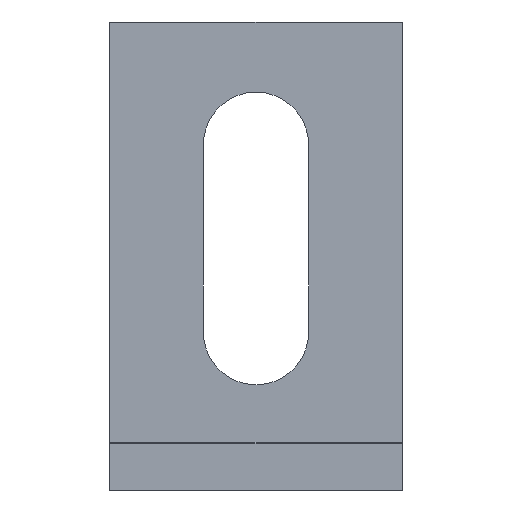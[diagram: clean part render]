
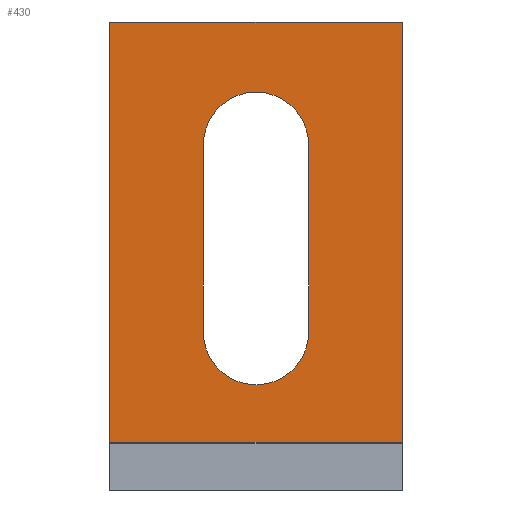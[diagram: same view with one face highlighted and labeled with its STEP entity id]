
A CAD part, left-side view. The second image highlights one B-rep face of the part: STEP entity #430.
In plain terms, the highlighted planar face has unit normal (-1, 0, 0).
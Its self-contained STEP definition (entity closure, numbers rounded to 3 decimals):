
#15 = CARTESIAN_POINT ( 'NONE',  ( 18., 0., 5. ) ) ;
#19 = CARTESIAN_POINT ( 'NONE',  ( 18., 12.5, 0.1 ) ) ;
#22 = CARTESIAN_POINT ( 'NONE',  ( 18., 12.5, 36. ) ) ;
#24 = CARTESIAN_POINT ( 'NONE',  ( 18., -12.5, 0.1 ) ) ;
#25 = CARTESIAN_POINT ( 'NONE',  ( 18., 4.5, 9.5 ) ) ;
#28 = CARTESIAN_POINT ( 'NONE',  ( 18., -12.5, 36. ) ) ;
#30 = CARTESIAN_POINT ( 'NONE',  ( 18., 4.5, 25.5 ) ) ;
#31 = CARTESIAN_POINT ( 'NONE',  ( 18., -4.5, 25.5 ) ) ;
#33 = CARTESIAN_POINT ( 'NONE',  ( 18., -4.5, 9.5 ) ) ;
#224 = DIRECTION ( 'NONE',  ( 0., -1., 0. ) ) ;
#225 = CARTESIAN_POINT ( 'NONE',  ( 18., -12.5, 36. ) ) ;
#226 = LINE ( 'NONE', #225, #684 ) ;
#227 = DIRECTION ( 'NONE',  ( 0., 0., -1. ) ) ;
#228 = DIRECTION ( 'NONE',  ( 0., 0., 1. ) ) ;
#229 = DIRECTION ( 'NONE',  ( -1., 0., 0. ) ) ;
#230 = CARTESIAN_POINT ( 'NONE',  ( 18., 0., 9.5 ) ) ;
#233 = LINE ( 'NONE', #280, #720 ) ;
#236 = DIRECTION ( 'NONE',  ( 0., 0., 1. ) ) ;
#237 = DIRECTION ( 'NONE',  ( 0., 0., 1. ) ) ;
#238 = DIRECTION ( 'NONE',  ( -1., 0., 0. ) ) ;
#239 = CARTESIAN_POINT ( 'NONE',  ( 18., 0., 25.5 ) ) ;
#240 = CARTESIAN_POINT ( 'NONE',  ( 18., 4.5, 36. ) ) ;
#241 = LINE ( 'NONE', #240, #687 ) ;
#243 = DIRECTION ( 'NONE',  ( 0., 0., 1. ) ) ;
#244 = DIRECTION ( 'NONE',  ( -1., 0., 0. ) ) ;
#245 = DIRECTION ( 'NONE',  ( 0., 0., -1. ) ) ;
#246 = CARTESIAN_POINT ( 'NONE',  ( 18., 0., 9.5 ) ) ;
#247 = CARTESIAN_POINT ( 'NONE',  ( 18., -4.5, 36. ) ) ;
#248 = LINE ( 'NONE', #247, #690 ) ;
#263 = CARTESIAN_POINT ( 'NONE',  ( 18., -12.5, 0. ) ) ;
#264 = LINE ( 'NONE', #263, #713 ) ;
#280 = CARTESIAN_POINT ( 'NONE',  ( 18., -12.5, 0.1 ) ) ;
#293 = DIRECTION ( 'NONE',  ( 0., 0., 1. ) ) ;
#294 = CARTESIAN_POINT ( 'NONE',  ( 18., 12.5, 36. ) ) ;
#295 = DIRECTION ( 'NONE',  ( 0., 1., 0. ) ) ;
#297 = LINE ( 'NONE', #294, #710 ) ;
#305 = ORIENTED_EDGE ( 'NONE', *, *, #487, .F. ) ;
#314 = ORIENTED_EDGE ( 'NONE', *, *, #486, .F. ) ;
#321 = ORIENTED_EDGE ( 'NONE', *, *, #485, .F. ) ;
#322 = ORIENTED_EDGE ( 'NONE', *, *, #484, .F. ) ;
#324 = ORIENTED_EDGE ( 'NONE', *, *, #488, .F. ) ;
#325 = ORIENTED_EDGE ( 'NONE', *, *, #474, .F. ) ;
#326 = ORIENTED_EDGE ( 'NONE', *, *, #468, .F. ) ;
#327 = ORIENTED_EDGE ( 'NONE', *, *, #472, .F. ) ;
#328 = ORIENTED_EDGE ( 'NONE', *, *, #489, .F. ) ;
#368 = EDGE_LOOP ( 'NONE', ( #325, #326, #327, #328 ) ) ;
#369 = EDGE_LOOP ( 'NONE', ( #321, #314, #305, #322, #324 ) ) ;
#430 = ADVANCED_FACE ( 'NONE', ( #516, #515 ), #514, .T. ) ;
#468 = EDGE_CURVE ( 'NONE', #599, #604, #233, .T. ) ;
#472 = EDGE_CURVE ( 'NONE', #596, #599, #264, .T. ) ;
#474 = EDGE_CURVE ( 'NONE', #604, #601, #297, .T. ) ;
#484 = EDGE_CURVE ( 'NONE', #598, #608, #693, .T. ) ;
#485 = EDGE_CURVE ( 'NONE', #591, #593, #692, .T. ) ;
#486 = EDGE_CURVE ( 'NONE', #592, #591, #248, .T. ) ;
#487 = EDGE_CURVE ( 'NONE', #608, #592, #688, .T. ) ;
#488 = EDGE_CURVE ( 'NONE', #593, #598, #241, .T. ) ;
#489 = EDGE_CURVE ( 'NONE', #601, #596, #226, .T. ) ;
#509 = DIRECTION ( 'NONE',  ( 0., 0., 1. ) ) ;
#510 = DIRECTION ( 'NONE',  ( -1., 0., 0. ) ) ;
#514 = PLANE ( 'NONE',  #771 ) ;
#515 = FACE_OUTER_BOUND ( 'NONE', #368, .T. ) ;
#516 = FACE_BOUND ( 'NONE', #369, .T. ) ;
#519 = CARTESIAN_POINT ( 'NONE',  ( 18., -12.5, 36. ) ) ;
#591 = VERTEX_POINT ( 'NONE', #31 ) ;
#592 = VERTEX_POINT ( 'NONE', #33 ) ;
#593 = VERTEX_POINT ( 'NONE', #30 ) ;
#596 = VERTEX_POINT ( 'NONE', #28 ) ;
#598 = VERTEX_POINT ( 'NONE', #25 ) ;
#599 = VERTEX_POINT ( 'NONE', #24 ) ;
#601 = VERTEX_POINT ( 'NONE', #22 ) ;
#604 = VERTEX_POINT ( 'NONE', #19 ) ;
#608 = VERTEX_POINT ( 'NONE', #15 ) ;
#684 = VECTOR ( 'NONE', #224, 1000. ) ;
#686 = AXIS2_PLACEMENT_3D ( 'NONE', #230, #229, #228 ) ;
#687 = VECTOR ( 'NONE', #227, 1000. ) ;
#688 = CIRCLE ( 'NONE', #686, 4.5 ) ;
#689 = AXIS2_PLACEMENT_3D ( 'NONE', #239, #238, #237 ) ;
#690 = VECTOR ( 'NONE', #236, 1000. ) ;
#691 = AXIS2_PLACEMENT_3D ( 'NONE', #246, #244, #243 ) ;
#692 = CIRCLE ( 'NONE', #689, 4.5 ) ;
#693 = CIRCLE ( 'NONE', #691, 4.5 ) ;
#710 = VECTOR ( 'NONE', #293, 1000. ) ;
#713 = VECTOR ( 'NONE', #245, 1000. ) ;
#720 = VECTOR ( 'NONE', #295, 1000. ) ;
#771 = AXIS2_PLACEMENT_3D ( 'NONE', #519, #510, #509 ) ;
